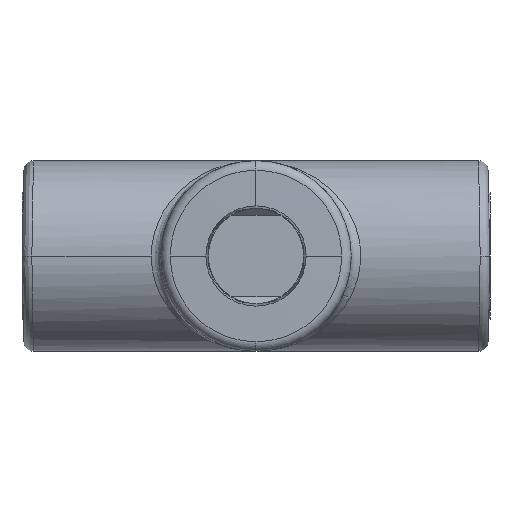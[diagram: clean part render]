
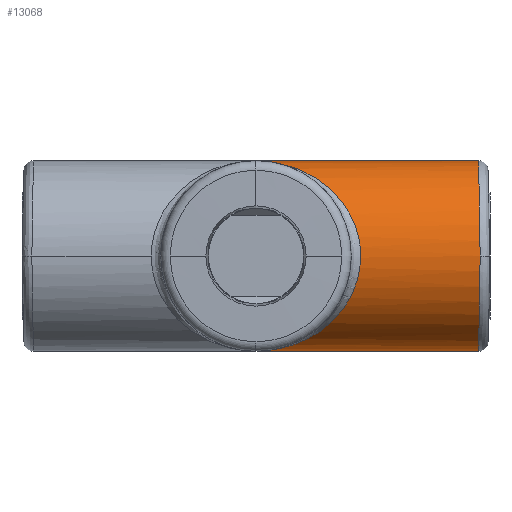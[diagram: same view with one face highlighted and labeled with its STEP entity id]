
A CAD part, front view. The second image highlights one B-rep face of the part: STEP entity #13068.
In plain terms, the highlighted cylindrical face has radius 23.812 mm (diameter 47.625 mm), a partial arc.
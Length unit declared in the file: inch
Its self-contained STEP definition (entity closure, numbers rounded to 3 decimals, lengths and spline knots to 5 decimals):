
#147 = CARTESIAN_POINT ( 'NONE',  ( 2.19351, -0.54917, 0.9375 ) ) ;
#1065 = CARTESIAN_POINT ( 'NONE',  ( 2.19351, 0., 0.9375 ) ) ;
#1231 = VERTEX_POINT ( 'NONE', #29210 ) ;
#2145 = CARTESIAN_POINT ( 'NONE',  ( 2.19961, -0.9375, -0.54917 ) ) ;
#2703 = ORIENTED_EDGE ( 'NONE', *, *, #31277, .F. ) ;
#4760 = DIRECTION ( 'NONE',  ( -1., 0., 0. ) ) ;
#5883 = CARTESIAN_POINT ( 'NONE',  ( 2.0625, -1.875, 0.9375 ) ) ;
#7154 = VERTEX_POINT ( 'NONE', #24527 ) ;
#7890 = CARTESIAN_POINT ( 'NONE',  ( 2.19351, -0.54917, -0.9375 ) ) ;
#8524 = FACE_OUTER_BOUND ( 'NONE', #26071, .T. ) ;
#11525 = CARTESIAN_POINT ( 'NONE',  ( 0., 0., -0.9375 ) ) ;
#11899 = VECTOR ( 'NONE', #4760, 39.37008 ) ;
#12275 = DIRECTION ( 'NONE',  ( -1., 0., 0. ) ) ;
#13068 = ADVANCED_FACE ( 'NONE', ( #8524 ), #29983, .T. ) ;
#14229 = CARTESIAN_POINT ( 'NONE',  ( 0., 0., 0.9375 ) ) ;
#14233 = CARTESIAN_POINT ( 'NONE',  ( 2.20824, -0.9375, 0. ) ) ;
#14636 = VERTEX_POINT ( 'NONE', #1065 ) ;
#15096 = CARTESIAN_POINT ( 'NONE',  ( 4.4216, 0., 0.9375 ) ) ;
#16029 = CARTESIAN_POINT ( 'NONE',  ( 2.302, 0., 0. ) ) ;
#16847 = ORIENTED_EDGE ( 'NONE', *, *, #26931, .F. ) ;
#18580 = ORIENTED_EDGE ( 'NONE', *, *, #21097, .T. ) ;
#18692 = VERTEX_POINT ( 'NONE', #22599 ) ;
#18815 = DIRECTION ( 'NONE',  ( 0., 0., -1. ) ) ;
#19858 = CARTESIAN_POINT ( 'NONE',  ( 2.19351, 0., 0.9375 ) ) ;
#20213 = LINE ( 'NONE', #29886, #11899 ) ;
#21097 = EDGE_CURVE ( 'NONE', #14636, #1231, #31011, .T. ) ;
#21280 = EDGE_CURVE ( 'NONE', #7154, #14636, #28402, .T. ) ;
#21644 = ORIENTED_EDGE ( 'NONE', *, *, #30066, .T. ) ;
#21794 = VECTOR ( 'NONE', #12275, 39.37008 ) ;
#21864 = CARTESIAN_POINT ( 'NONE',  ( 2.20824, -0.9375, 0. ) ) ;
#22599 = CARTESIAN_POINT ( 'NONE',  ( 2.19351, 0., -0.9375 ) ) ;
#24336 = AXIS2_PLACEMENT_3D ( 'NONE', #16029, #27400, #18815 ) ;
#24527 = CARTESIAN_POINT ( 'NONE',  ( 2.20824, -0.9375, 0. ) ) ;
#26071 = EDGE_LOOP ( 'NONE', ( #21644, #2703, #16847, #34395, #18580 ) ) ;
#26931 = EDGE_CURVE ( 'NONE', #7154, #18692, #33262, .T. ) ;
#27400 = DIRECTION ( 'NONE',  ( 1., 0., 0. ) ) ;
#27494 = CARTESIAN_POINT ( 'NONE',  ( 2.19351, 0., -0.9375 ) ) ;
#28280 = CARTESIAN_POINT ( 'NONE',  ( 2.0625, -1.875, -0.9375 ) ) ;
#28402 =( BOUNDED_CURVE ( )  B_SPLINE_CURVE ( 3, ( #14233, #33827, #147, #19858 ),
 .UNSPECIFIED., .F., .F. ) 
 B_SPLINE_CURVE_WITH_KNOTS ( ( 4, 4 ),
 ( 1.5708, 3.14159 ),
 .UNSPECIFIED. ) 
 CURVE ( )  GEOMETRIC_REPRESENTATION_ITEM ( )  RATIONAL_B_SPLINE_CURVE ( ( 1., 0.805, 0.805, 1. ) ) 
 REPRESENTATION_ITEM ( '' )  );
#28673 = CARTESIAN_POINT ( 'NONE',  ( 0., 0., -0.9375 ) ) ;
#29210 = CARTESIAN_POINT ( 'NONE',  ( 0., 0., 0.9375 ) ) ;
#29886 = CARTESIAN_POINT ( 'NONE',  ( 4.4216, 0., -0.9375 ) ) ;
#29983 = CYLINDRICAL_SURFACE ( 'NONE', #24336, 0.9375 ) ;
#30066 = EDGE_CURVE ( 'NONE', #1231, #32607, #32822, .T. ) ;
#31011 = LINE ( 'NONE', #15096, #21794 ) ;
#31277 = EDGE_CURVE ( 'NONE', #18692, #32607, #20213, .T. ) ;
#32607 = VERTEX_POINT ( 'NONE', #28673 ) ;
#32822 =( BOUNDED_CURVE ( )  B_SPLINE_CURVE ( 3, ( #14229, #5883, #28280, #11525 ),
 .UNSPECIFIED., .F., .F. ) 
 B_SPLINE_CURVE_WITH_KNOTS ( ( 4, 4 ),
 ( 1.5708, 4.71239 ),
 .UNSPECIFIED. ) 
 CURVE ( )  GEOMETRIC_REPRESENTATION_ITEM ( )  RATIONAL_B_SPLINE_CURVE ( ( 1., 0.333, 0.333, 1. ) ) 
 REPRESENTATION_ITEM ( '' )  );
#33262 =( BOUNDED_CURVE ( )  B_SPLINE_CURVE ( 3, ( #21864, #2145, #7890, #27494 ),
 .UNSPECIFIED., .F., .T. ) 
 B_SPLINE_CURVE_WITH_KNOTS ( ( 4, 4 ),
 ( 1.5708, 3.14159 ),
 .UNSPECIFIED. ) 
 CURVE ( )  GEOMETRIC_REPRESENTATION_ITEM ( )  RATIONAL_B_SPLINE_CURVE ( ( 1., 0.805, 0.805, 1. ) ) 
 REPRESENTATION_ITEM ( '' )  );
#33827 = CARTESIAN_POINT ( 'NONE',  ( 2.19961, -0.9375, 0.54917 ) ) ;
#34395 = ORIENTED_EDGE ( 'NONE', *, *, #21280, .T. ) ;
